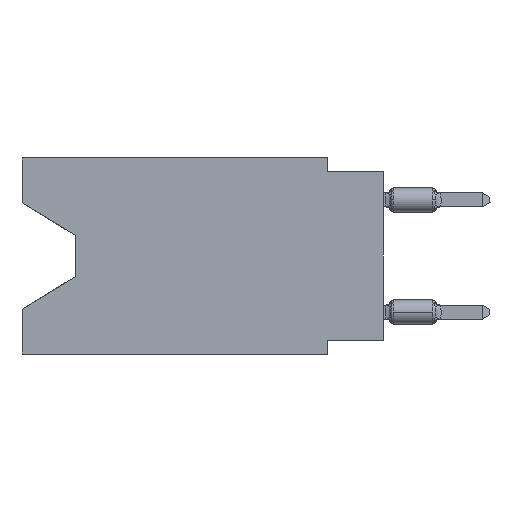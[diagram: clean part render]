
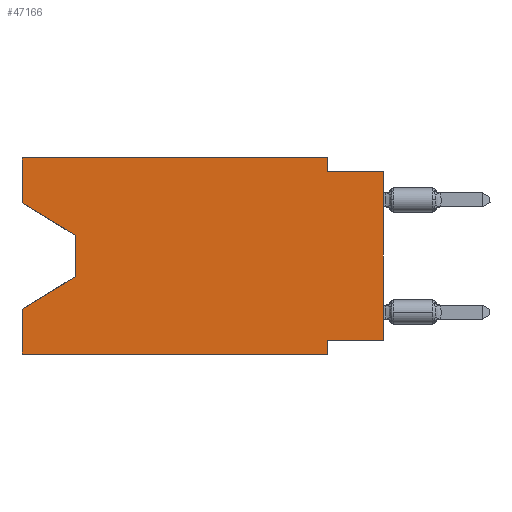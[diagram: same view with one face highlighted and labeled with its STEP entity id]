
A CAD part, left-side view. The second image highlights one B-rep face of the part: STEP entity #47166.
In plain terms, the highlighted planar face has unit normal (-1, 0, 0).
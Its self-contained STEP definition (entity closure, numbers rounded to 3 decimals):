
#390 = ORIENTED_EDGE ( 'NONE', *, *, #61852, .F. ) ;
#843 = VECTOR ( 'NONE', #56538, 1000. ) ;
#2253 = DIRECTION ( 'NONE',  ( 0., 0., -1. ) ) ;
#2925 = EDGE_CURVE ( 'NONE', #45317, #62508, #11137, .T. ) ;
#3399 = DIRECTION ( 'NONE',  ( 0., 0., 1. ) ) ;
#4208 = LINE ( 'NONE', #18915, #48799 ) ;
#4770 = VECTOR ( 'NONE', #3399, 1000. ) ;
#5252 = ORIENTED_EDGE ( 'NONE', *, *, #2925, .F. ) ;
#5346 = VECTOR ( 'NONE', #52018, 1000. ) ;
#8444 = DIRECTION ( 'NONE',  ( 0., -1., 0. ) ) ;
#8745 = CARTESIAN_POINT ( 'NONE',  ( 0., 0., -0.635 ) ) ;
#9740 = VECTOR ( 'NONE', #2253, 1000. ) ;
#11137 = LINE ( 'NONE', #11769, #15678 ) ;
#11311 = LINE ( 'NONE', #40998, #24978 ) ;
#11333 = VERTEX_POINT ( 'NONE', #46540 ) ;
#11769 = CARTESIAN_POINT ( 'NONE',  ( 0., 2.54, -8.89 ) ) ;
#13326 = LINE ( 'NONE', #19540, #14623 ) ;
#13823 = LINE ( 'NONE', #33748, #4770 ) ;
#13870 = EDGE_LOOP ( 'NONE', ( #54074, #57910, #43276, #41940, #31875, #5252, #390, #63482, #46468, #44712, #49915, #59817 ) ) ;
#14091 = VERTEX_POINT ( 'NONE', #48090 ) ;
#14623 = VECTOR ( 'NONE', #23135, 1000. ) ;
#15123 = EDGE_CURVE ( 'NONE', #42044, #53493, #4208, .T. ) ;
#15678 = VECTOR ( 'NONE', #60100, 1000. ) ;
#17337 = DIRECTION ( 'NONE',  ( 0., 0., -1. ) ) ;
#18302 = CARTESIAN_POINT ( 'NONE',  ( 0., 16.383, -2.038 ) ) ;
#18915 = CARTESIAN_POINT ( 'NONE',  ( 0., 16.383, 0. ) ) ;
#19030 = CARTESIAN_POINT ( 'NONE',  ( 0., 0., -8.255 ) ) ;
#19540 = CARTESIAN_POINT ( 'NONE',  ( 0., 0., 0. ) ) ;
#20905 = CARTESIAN_POINT ( 'NONE',  ( 0., 13.97, -3.505 ) ) ;
#21872 = VERTEX_POINT ( 'NONE', #54358 ) ;
#22341 = AXIS2_PLACEMENT_3D ( 'NONE', #48638, #62037, #17337 ) ;
#23135 = DIRECTION ( 'NONE',  ( 0., 0., 1. ) ) ;
#23827 = CARTESIAN_POINT ( 'NONE',  ( 0., 16.383, -8.89 ) ) ;
#23858 = PLANE ( 'NONE',  #22341 ) ;
#23932 = LINE ( 'NONE', #19030, #50164 ) ;
#24795 = EDGE_CURVE ( 'NONE', #40674, #14091, #13326, .T. ) ;
#24978 = VECTOR ( 'NONE', #55700, 1000. ) ;
#26164 = EDGE_CURVE ( 'NONE', #53493, #21872, #38692, .T. ) ;
#26842 = LINE ( 'NONE', #8745, #843 ) ;
#26853 = EDGE_CURVE ( 'NONE', #21872, #14091, #26842, .T. ) ;
#28128 = CARTESIAN_POINT ( 'NONE',  ( 0., 13.97, -3.505 ) ) ;
#28929 = VECTOR ( 'NONE', #49790, 1000. ) ;
#31875 = ORIENTED_EDGE ( 'NONE', *, *, #64413, .T. ) ;
#32119 = CARTESIAN_POINT ( 'NONE',  ( 0., 16.383, 0. ) ) ;
#33748 = CARTESIAN_POINT ( 'NONE',  ( 0., 16.383, 0. ) ) ;
#34446 = CARTESIAN_POINT ( 'NONE',  ( 0., 16.383, -8.89 ) ) ;
#34890 = CARTESIAN_POINT ( 'NONE',  ( 0., 2.54, 0. ) ) ;
#35656 = VECTOR ( 'NONE', #48941, 1000. ) ;
#35875 = CARTESIAN_POINT ( 'NONE',  ( 0., 2.54, -8.89 ) ) ;
#36208 = VERTEX_POINT ( 'NONE', #34446 ) ;
#38298 = EDGE_CURVE ( 'NONE', #36208, #11333, #56928, .T. ) ;
#38692 = LINE ( 'NONE', #64460, #28929 ) ;
#40674 = VERTEX_POINT ( 'NONE', #55770 ) ;
#40998 = CARTESIAN_POINT ( 'NONE',  ( 0., 13.97, -5.385 ) ) ;
#41768 = CARTESIAN_POINT ( 'NONE',  ( 0., 13.97, -5.385 ) ) ;
#41940 = ORIENTED_EDGE ( 'NONE', *, *, #38298, .F. ) ;
#42044 = VERTEX_POINT ( 'NONE', #61628 ) ;
#42407 = EDGE_CURVE ( 'NONE', #58857, #11333, #11311, .T. ) ;
#42441 = DIRECTION ( 'NONE',  ( 0., -0.855, -0.519 ) ) ;
#42760 = FACE_OUTER_BOUND ( 'NONE', #13870, .T. ) ;
#43276 = ORIENTED_EDGE ( 'NONE', *, *, #42407, .T. ) ;
#43907 = CARTESIAN_POINT ( 'NONE',  ( 0., 2.54, -8.255 ) ) ;
#44626 = EDGE_CURVE ( 'NONE', #49017, #58857, #51541, .T. ) ;
#44712 = ORIENTED_EDGE ( 'NONE', *, *, #26164, .F. ) ;
#45317 = VERTEX_POINT ( 'NONE', #43907 ) ;
#46468 = ORIENTED_EDGE ( 'NONE', *, *, #26853, .F. ) ;
#46540 = CARTESIAN_POINT ( 'NONE',  ( 0., 16.383, -6.852 ) ) ;
#46938 = CARTESIAN_POINT ( 'NONE',  ( 0., 16.383, -2.038 ) ) ;
#47166 = ADVANCED_FACE ( 'NONE', ( #42760 ), #23858, .F. ) ;
#48090 = CARTESIAN_POINT ( 'NONE',  ( 0., 0., -0.635 ) ) ;
#48587 = EDGE_CURVE ( 'NONE', #52438, #42044, #13823, .T. ) ;
#48638 = CARTESIAN_POINT ( 'NONE',  ( 0., 16.383, 0. ) ) ;
#48799 = VECTOR ( 'NONE', #8444, 1000. ) ;
#48941 = DIRECTION ( 'NONE',  ( 0., -1., 0. ) ) ;
#49017 = VERTEX_POINT ( 'NONE', #28128 ) ;
#49790 = DIRECTION ( 'NONE',  ( 0., 0., -1. ) ) ;
#49915 = ORIENTED_EDGE ( 'NONE', *, *, #15123, .F. ) ;
#50164 = VECTOR ( 'NONE', #57231, 1000. ) ;
#51541 = LINE ( 'NONE', #20905, #9740 ) ;
#52018 = DIRECTION ( 'NONE',  ( 0., 0., 1. ) ) ;
#52438 = VERTEX_POINT ( 'NONE', #46938 ) ;
#52893 = LINE ( 'NONE', #18302, #58534 ) ;
#53493 = VERTEX_POINT ( 'NONE', #34890 ) ;
#53498 = LINE ( 'NONE', #23827, #35656 ) ;
#54074 = ORIENTED_EDGE ( 'NONE', *, *, #62204, .T. ) ;
#54358 = CARTESIAN_POINT ( 'NONE',  ( 0., 2.54, -0.635 ) ) ;
#55700 = DIRECTION ( 'NONE',  ( 0., 0.855, -0.519 ) ) ;
#55770 = CARTESIAN_POINT ( 'NONE',  ( 0., 0., -8.255 ) ) ;
#56538 = DIRECTION ( 'NONE',  ( 0., -1., 0. ) ) ;
#56928 = LINE ( 'NONE', #32119, #5346 ) ;
#57231 = DIRECTION ( 'NONE',  ( 0., 1., 0. ) ) ;
#57910 = ORIENTED_EDGE ( 'NONE', *, *, #44626, .T. ) ;
#58534 = VECTOR ( 'NONE', #42441, 1000. ) ;
#58857 = VERTEX_POINT ( 'NONE', #41768 ) ;
#59817 = ORIENTED_EDGE ( 'NONE', *, *, #48587, .F. ) ;
#60100 = DIRECTION ( 'NONE',  ( 0., 0., -1. ) ) ;
#61628 = CARTESIAN_POINT ( 'NONE',  ( 0., 16.383, 0. ) ) ;
#61852 = EDGE_CURVE ( 'NONE', #40674, #45317, #23932, .T. ) ;
#62037 = DIRECTION ( 'NONE',  ( 1., 0., 0. ) ) ;
#62204 = EDGE_CURVE ( 'NONE', #52438, #49017, #52893, .T. ) ;
#62508 = VERTEX_POINT ( 'NONE', #35875 ) ;
#63482 = ORIENTED_EDGE ( 'NONE', *, *, #24795, .T. ) ;
#64413 = EDGE_CURVE ( 'NONE', #36208, #62508, #53498, .T. ) ;
#64460 = CARTESIAN_POINT ( 'NONE',  ( 0., 2.54, 0. ) ) ;
